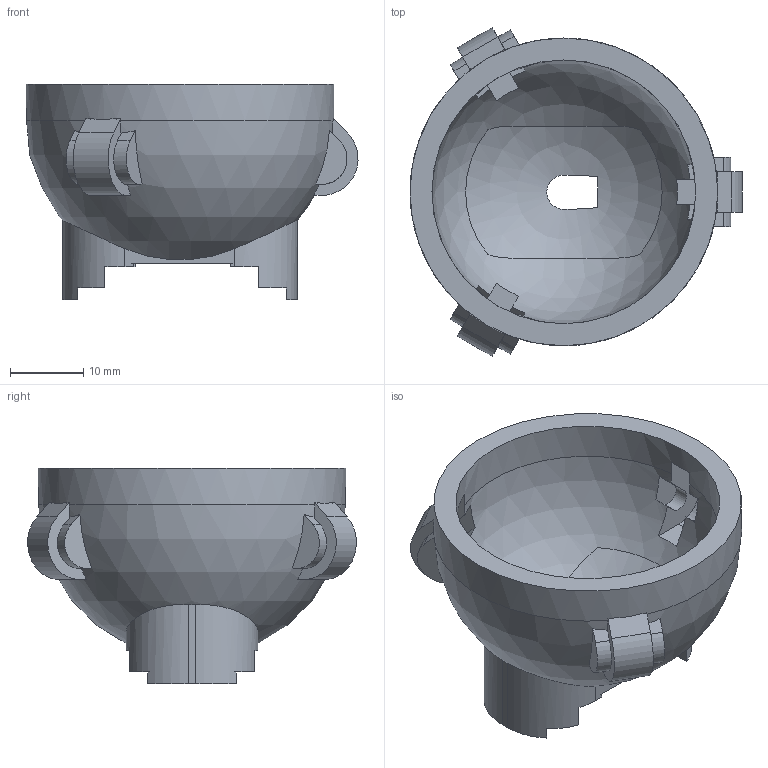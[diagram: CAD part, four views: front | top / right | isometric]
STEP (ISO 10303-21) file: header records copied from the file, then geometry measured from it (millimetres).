
FILE_DESCRIPTION(('FreeCAD Model'),'2;1');
FILE_NAME('ball_socket_v00.step','2021-08-05T07:30:41',('Author'),(''), 'Open CASCADE STEP processor 7.2','FreeCAD','Unknown');
FILE_SCHEMA(('AUTOMOTIVE_DESIGN { 1 0 10303 214 1 1 1 1 }'));
Length unit declared in the file: millimetre
Products named in the file (1): Fusion
Bounding box: 45.31 x 44.86 x 29.4 mm (x, y, z)
Volume: 9942.2 mm3; surface area: 7840.7 mm2
Topology: 1 solids, 1 shells, 141 faces, 416 edges, 279 vertices
Faces by surface type: plane 93, cylinder 44, sphere 3, cone 1
Full cylindrical faces by diameter (mm): 2 x2, 36 x1, 42 x1
Entity records: 13548 total; most frequent: CARTESIAN_POINT 4478, DIRECTION 1507, ORIENTED_EDGE 832, PCURVE 832, DEFINITIONAL_REPRESENTATION 832, LINE 783, VECTOR 783, EDGE_CURVE 416
